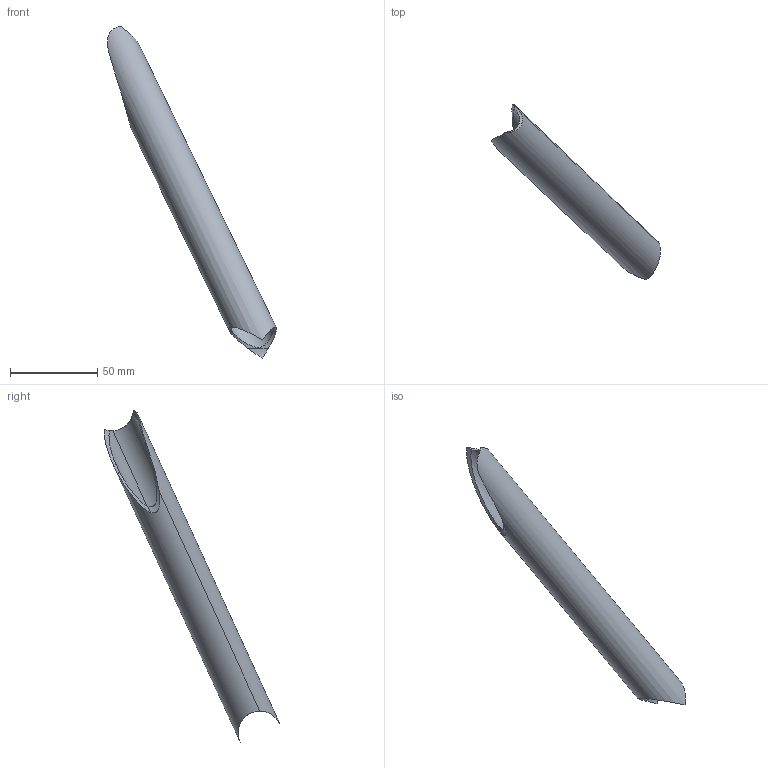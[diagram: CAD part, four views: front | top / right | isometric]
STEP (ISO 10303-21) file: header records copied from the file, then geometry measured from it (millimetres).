
FILE_DESCRIPTION(('STEP AP214'),'1');
FILE_NAME('19.stp','2018-02-08T14:56:08',(' '),(' '),'Spatial InterOp 3D',' ',' ');
FILE_SCHEMA(('automotive_design'));
Length unit declared in the file: metre
Products named in the file (1): Corps1
Bounding box: 96.88 x 100.57 x 190.33 mm (x, y, z)
Volume: 20226.8 mm3; surface area: 27501.2 mm2
Topology: 1 solids, 1 shells, 11 faces, 35 edges, 25 vertices
Faces by surface type: cylinder 9, bspline 2
Entity records: 1037 total; most frequent: CARTESIAN_POINT 639, ORIENTED_EDGE 70, DIRECTION 46, EDGE_CURVE 35, VERTEX_POINT 25, AXIS2_PLACEMENT_3D 20, B_SPLINE_CURVE_WITH_KNOTS 19, STYLED_ITEM 12
